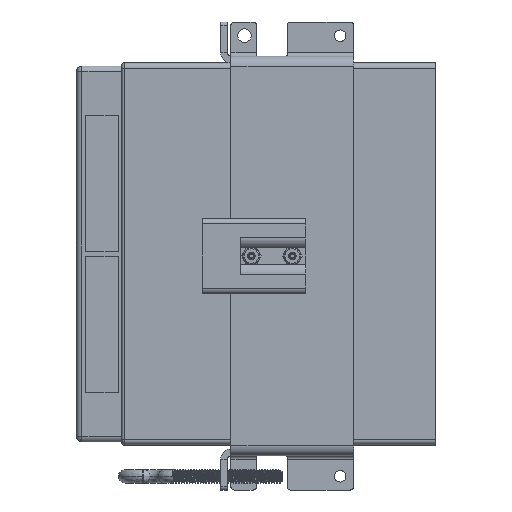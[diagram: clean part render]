
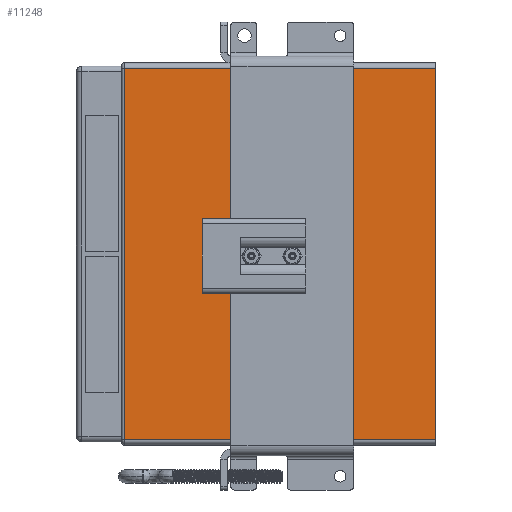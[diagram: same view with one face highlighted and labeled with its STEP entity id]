
A CAD part, left-side view. The second image highlights one B-rep face of the part: STEP entity #11248.
In plain terms, the highlighted face is planar.
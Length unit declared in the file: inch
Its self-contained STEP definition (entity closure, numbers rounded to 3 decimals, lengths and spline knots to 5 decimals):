
#482 = CARTESIAN_POINT ( 'NONE',  ( 5.69634, -2.44934, 0. ) ) ;
#486 = PLANE ( 'NONE',  #24553 ) ;
#489 = DIRECTION ( 'NONE',  ( 0., -1., 0. ) ) ;
#490 = DIRECTION ( 'NONE',  ( 0., 0., -1. ) ) ;
#1028 = DIRECTION ( 'NONE',  ( -1., 0., 0. ) ) ;
#1640 = CARTESIAN_POINT ( 'NONE',  ( 5.69634, -2.44934, 5.7 ) ) ;
#1780 = CARTESIAN_POINT ( 'NONE',  ( 5.59634, -2.44934, 0. ) ) ;
#4286 = CARTESIAN_POINT ( 'NONE',  ( -1.20366, -2.44934, 5.7 ) ) ;
#4312 = CARTESIAN_POINT ( 'NONE',  ( -1.20366, -2.44934, 0. ) ) ;
#4314 = CARTESIAN_POINT ( 'NONE',  ( 5.59634, -2.44934, 5.7 ) ) ;
#4348 = CARTESIAN_POINT ( 'NONE',  ( 5.59634, -2.44934, 0. ) ) ;
#5684 = EDGE_CURVE ( 'NONE', #16739, #16689, #32350, .T. ) ;
#5693 = EDGE_CURVE ( 'NONE', #16739, #16803, #13899, .T. ) ;
#5722 = EDGE_CURVE ( 'NONE', #16689, #16735, #13912, .T. ) ;
#5727 = EDGE_CURVE ( 'NONE', #16735, #16803, #13939, .T. ) ;
#11248 = ADVANCED_FACE ( 'NONE', ( #19806 ), #486, .T. ) ;
#12202 = ORIENTED_EDGE ( 'NONE', *, *, #5727, .T. ) ;
#12333 = EDGE_LOOP ( 'NONE', ( #12202, #21749, #18840, #21763 ) ) ;
#13887 = VECTOR ( 'NONE', #23470, 39.37008 ) ;
#13891 = VECTOR ( 'NONE', #1028, 39.37008 ) ;
#13893 = VECTOR ( 'NONE', #22705, 39.37008 ) ;
#13899 = LINE ( 'NONE', #1780, #13893 ) ;
#13912 = LINE ( 'NONE', #23306, #13887 ) ;
#13939 = LINE ( 'NONE', #22943, #13942 ) ;
#13942 = VECTOR ( 'NONE', #23006, 39.37008 ) ;
#16689 = VERTEX_POINT ( 'NONE', #4286 ) ;
#16735 = VERTEX_POINT ( 'NONE', #4312 ) ;
#16739 = VERTEX_POINT ( 'NONE', #4314 ) ;
#16803 = VERTEX_POINT ( 'NONE', #4348 ) ;
#18840 = ORIENTED_EDGE ( 'NONE', *, *, #5684, .T. ) ;
#19806 = FACE_OUTER_BOUND ( 'NONE', #12333, .T. ) ;
#21749 = ORIENTED_EDGE ( 'NONE', *, *, #5693, .F. ) ;
#21763 = ORIENTED_EDGE ( 'NONE', *, *, #5722, .T. ) ;
#22705 = DIRECTION ( 'NONE',  ( 0., 0., -1. ) ) ;
#22943 = CARTESIAN_POINT ( 'NONE',  ( 2.19634, -2.44934, 0. ) ) ;
#23006 = DIRECTION ( 'NONE',  ( 1., 0., 0. ) ) ;
#23306 = CARTESIAN_POINT ( 'NONE',  ( -1.20366, -2.44934, 0. ) ) ;
#23470 = DIRECTION ( 'NONE',  ( 0., 0., -1. ) ) ;
#24553 = AXIS2_PLACEMENT_3D ( 'NONE', #482, #489, #490 ) ;
#32350 = LINE ( 'NONE', #1640, #13891 ) ;
